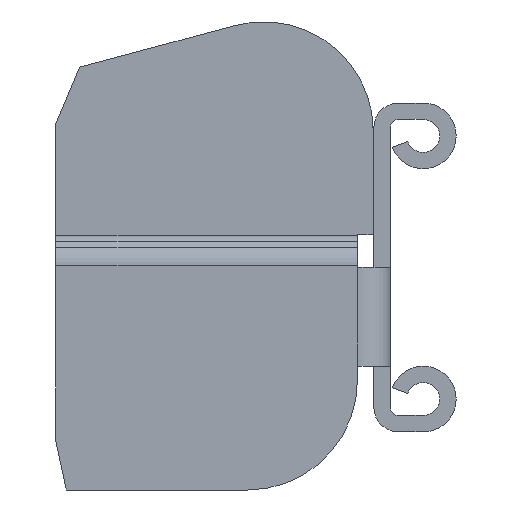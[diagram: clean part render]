
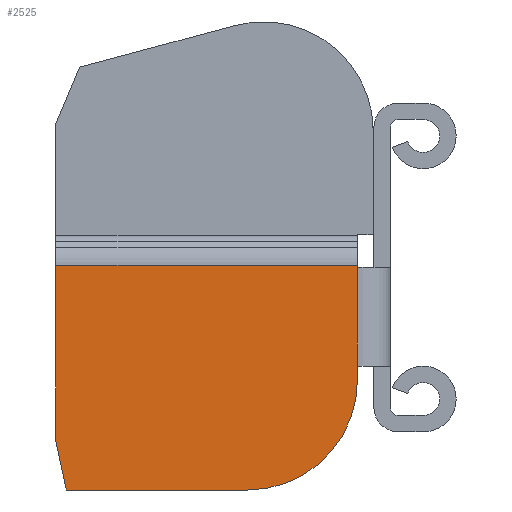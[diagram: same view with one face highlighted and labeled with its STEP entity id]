
A CAD part, left-side view. The second image highlights one B-rep face of the part: STEP entity #2525.
In plain terms, the highlighted planar face has unit normal (-1, 0, 0).
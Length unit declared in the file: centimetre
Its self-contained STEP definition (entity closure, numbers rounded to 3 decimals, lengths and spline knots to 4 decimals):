
#62=PLANE('',#2688);
#151=VECTOR('',#2934,1.);
#176=VECTOR('',#2992,1.);
#194=VECTOR('',#3031,1.);
#195=VECTOR('',#3032,1.);
#196=VECTOR('',#3033,1.);
#197=VECTOR('',#3034,1.);
#198=VECTOR('',#3035,1.);
#417=LINE('',#3607,#151);
#442=LINE('',#3675,#176);
#460=LINE('',#3721,#194);
#461=LINE('',#3723,#195);
#462=LINE('',#3725,#196);
#463=LINE('',#3726,#197);
#464=LINE('',#3728,#198);
#681=VERTEX_POINT('',#3606);
#682=VERTEX_POINT('',#3608);
#704=VERTEX_POINT('',#3674);
#718=VERTEX_POINT('',#3716);
#719=VERTEX_POINT('',#3718);
#720=VERTEX_POINT('',#3722);
#721=VERTEX_POINT('',#3724);
#722=VERTEX_POINT('',#3727);
#926=CIRCLE('',#2687,2.);
#1052=EDGE_CURVE('',#681,#682,#417,.T.);
#1086=EDGE_CURVE('',#704,#681,#442,.T.);
#1107=EDGE_CURVE('',#718,#719,#926,.T.);
#1109=EDGE_CURVE('',#704,#720,#460,.T.);
#1110=EDGE_CURVE('',#720,#721,#461,.T.);
#1111=EDGE_CURVE('',#721,#719,#462,.T.);
#1112=EDGE_CURVE('',#718,#722,#463,.T.);
#1113=EDGE_CURVE('',#682,#722,#464,.T.);
#1574=ORIENTED_EDGE('',*,*,#1086,.F.);
#1575=ORIENTED_EDGE('',*,*,#1109,.T.);
#1576=ORIENTED_EDGE('',*,*,#1110,.T.);
#1577=ORIENTED_EDGE('',*,*,#1111,.T.);
#1578=ORIENTED_EDGE('',*,*,#1107,.F.);
#1579=ORIENTED_EDGE('',*,*,#1112,.T.);
#1580=ORIENTED_EDGE('',*,*,#1113,.F.);
#1581=ORIENTED_EDGE('',*,*,#1052,.F.);
#2245=EDGE_LOOP('',(#1574,#1575,#1576,#1577,#1578,#1579,#1580,#1581));
#2385=FACE_BOUND('',#2245,.T.);
#2525=ADVANCED_FACE('',(#2385),#62,.F.);
#2687=AXIS2_PLACEMENT_3D('',#3717,#3027,#3028);
#2688=AXIS2_PLACEMENT_3D('',#3720,#3030,$);
#2934=DIRECTION('',(0.,0.,-1.));
#2992=DIRECTION('',(0.,-1.,0.));
#3027=DIRECTION('',(1.,0.,0.));
#3028=DIRECTION('',(0.,-1.414,-1.414));
#3030=DIRECTION('',(1.,0.,0.));
#3031=DIRECTION('',(0.,0.,-1.));
#3032=DIRECTION('',(0.,-0.208,-0.978));
#3033=DIRECTION('',(0.,-1.,0.));
#3034=DIRECTION('',(0.,0.,1.));
#3035=DIRECTION('',(0.,0.,-1.));
#3606=CARTESIAN_POINT('',(-12.5,0.3,0.0379));
#3607=CARTESIAN_POINT('',(-12.5,0.3,0.62));
#3608=CARTESIAN_POINT('',(-12.5,0.3,0.));
#3674=CARTESIAN_POINT('',(-12.5,5.8,0.0379));
#3675=CARTESIAN_POINT('',(-12.5,2.9717,0.0379));
#3716=CARTESIAN_POINT('',(-12.5,0.3,-2.0589));
#3717=CARTESIAN_POINT('',(-12.5,2.3,-2.0589));
#3718=CARTESIAN_POINT('',(-12.5,2.3,-4.0589));
#3720=CARTESIAN_POINT('',(-12.5,2.8933,-0.9));
#3721=CARTESIAN_POINT('',(-12.5,5.8,-1.8));
#3722=CARTESIAN_POINT('',(-12.5,5.8,-3.17));
#3723=CARTESIAN_POINT('',(-12.5,5.8,-3.17));
#3724=CARTESIAN_POINT('',(-12.5,5.6111,-4.0589));
#3725=CARTESIAN_POINT('',(-12.5,5.6111,-4.0589));
#3726=CARTESIAN_POINT('',(-12.5,0.3,-4.0589));
#3727=CARTESIAN_POINT('',(-12.5,0.3,-1.8));
#3728=CARTESIAN_POINT('',(-12.5,0.3,-0.9));
